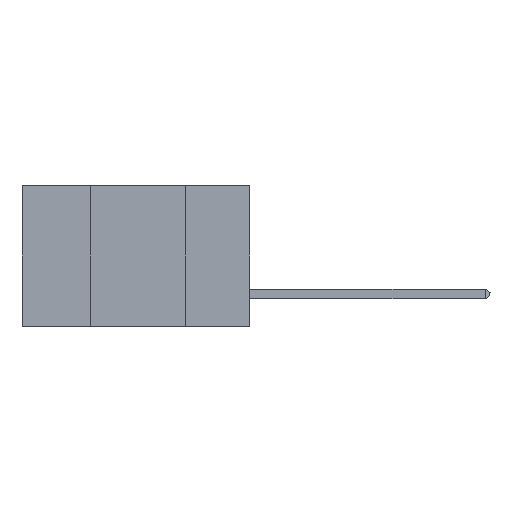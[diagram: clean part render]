
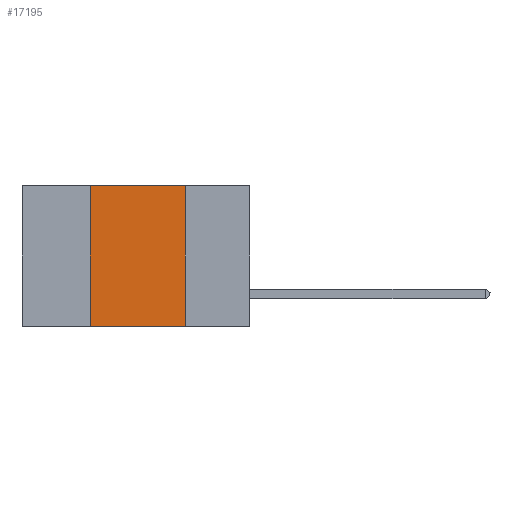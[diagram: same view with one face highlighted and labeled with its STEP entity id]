
A CAD part, left-side view. The second image highlights one B-rep face of the part: STEP entity #17195.
In plain terms, the highlighted planar face has unit normal (-1, 0, 0).
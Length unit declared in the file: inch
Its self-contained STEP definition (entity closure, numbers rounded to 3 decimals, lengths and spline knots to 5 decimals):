
#1880 = FACE_OUTER_BOUND ( 'NONE', #26778, .T. ) ;
#1990 = DIRECTION ( 'NONE',  ( 0., -1., 0. ) ) ;
#3732 = VERTEX_POINT ( 'NONE', #5704 ) ;
#4072 = ORIENTED_EDGE ( 'NONE', *, *, #27446, .T. ) ;
#4313 = CARTESIAN_POINT ( 'NONE',  ( 0., 0.17, 0. ) ) ;
#4875 = LINE ( 'NONE', #10463, #38507 ) ;
#5704 = CARTESIAN_POINT ( 'NONE',  ( 0., 0.17, 0. ) ) ;
#7074 = VECTOR ( 'NONE', #24779, 39.37008 ) ;
#7094 = LINE ( 'NONE', #17690, #18223 ) ;
#8574 = EDGE_CURVE ( 'NONE', #3732, #19834, #16163, .T. ) ;
#9979 = EDGE_CURVE ( 'NONE', #34642, #35480, #18843, .T. ) ;
#10463 = CARTESIAN_POINT ( 'NONE',  ( 0., 0.6, 0. ) ) ;
#15017 = VECTOR ( 'NONE', #32550, 39.37008 ) ;
#15957 = EDGE_CURVE ( 'NONE', #35480, #3732, #4875, .T. ) ;
#16163 = LINE ( 'NONE', #4313, #7074 ) ;
#16891 = PLANE ( 'NONE',  #24686 ) ;
#17195 = ADVANCED_FACE ( 'NONE', ( #1880 ), #16891, .F. ) ;
#17690 = CARTESIAN_POINT ( 'NONE',  ( 0., 0.6, -0.37 ) ) ;
#18223 = VECTOR ( 'NONE', #23913, 39.37008 ) ;
#18843 = LINE ( 'NONE', #25406, #15017 ) ;
#18973 = CARTESIAN_POINT ( 'NONE',  ( 0., 0.42, -0.37 ) ) ;
#19834 = VERTEX_POINT ( 'NONE', #38085 ) ;
#20210 = ORIENTED_EDGE ( 'NONE', *, *, #15957, .F. ) ;
#23913 = DIRECTION ( 'NONE',  ( 0., -1., 0. ) ) ;
#24445 = ORIENTED_EDGE ( 'NONE', *, *, #9979, .F. ) ;
#24686 = AXIS2_PLACEMENT_3D ( 'NONE', #38372, #25801, #25934 ) ;
#24779 = DIRECTION ( 'NONE',  ( 0., 0., -1. ) ) ;
#25406 = CARTESIAN_POINT ( 'NONE',  ( 0., 0.42, 0. ) ) ;
#25801 = DIRECTION ( 'NONE',  ( 1., 0., 0. ) ) ;
#25817 = CARTESIAN_POINT ( 'NONE',  ( 0., 0.42, 0. ) ) ;
#25934 = DIRECTION ( 'NONE',  ( 0., 0., -1. ) ) ;
#26778 = EDGE_LOOP ( 'NONE', ( #39374, #20210, #24445, #4072 ) ) ;
#27446 = EDGE_CURVE ( 'NONE', #34642, #19834, #7094, .T. ) ;
#32550 = DIRECTION ( 'NONE',  ( 0., 0., 1. ) ) ;
#34642 = VERTEX_POINT ( 'NONE', #18973 ) ;
#35480 = VERTEX_POINT ( 'NONE', #25817 ) ;
#38085 = CARTESIAN_POINT ( 'NONE',  ( 0., 0.17, -0.37 ) ) ;
#38372 = CARTESIAN_POINT ( 'NONE',  ( 0., 0.6, 0. ) ) ;
#38507 = VECTOR ( 'NONE', #1990, 39.37008 ) ;
#39374 = ORIENTED_EDGE ( 'NONE', *, *, #8574, .F. ) ;
